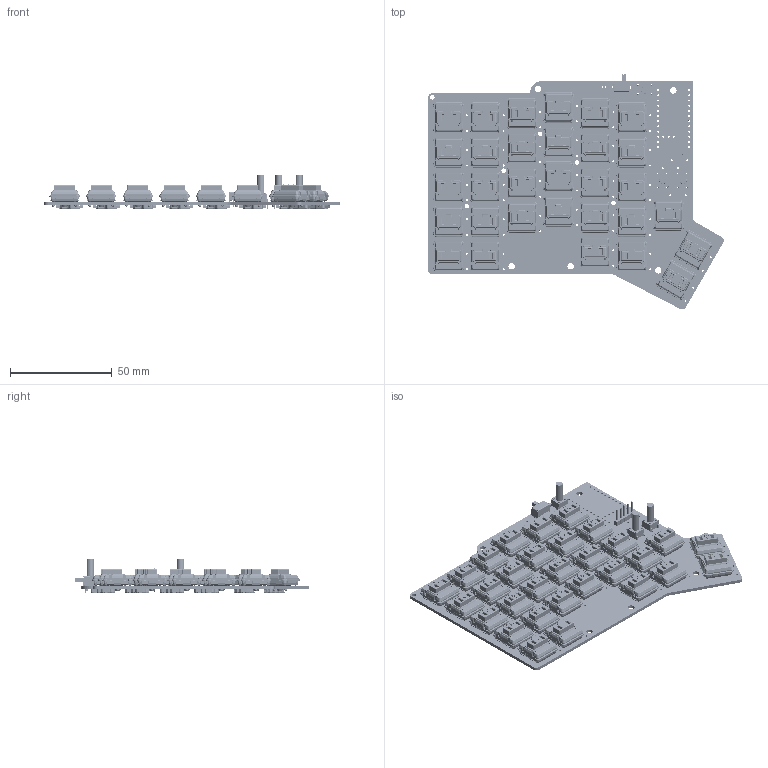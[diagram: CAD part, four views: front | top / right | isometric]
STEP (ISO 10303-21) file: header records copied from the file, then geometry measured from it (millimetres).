
FILE_DESCRIPTION(('KiCad electronic assembly'),'2;1');
FILE_NAME('keyboard-left.step','2025-01-08T19:27:28',('Pcbnew'),('Kicad' ),'Open CASCADE STEP processor 7.7','KiCad to STEP converter', 'Unknown');
FILE_SCHEMA(('AUTOMOTIVE_DESIGN { 1 0 10303 214 1 1 1 1 }'));
Length unit declared in the file: millimetre
Products named in the file (12): keyboard-left 1; SW_PUSH_6mm_H13mm; SW_PUSH_6mm_h13mm; Choc_V1; SW_Hotswap_Kailh_Choc_v1; SW_Kailh_Choc_V1_cp; SW_Slide_SPDT_Angled_CK_OS102011MA1Q; PinHeader_1x05_P2.54mm_Vertical; PinHeader_1x05_P254mm_Vertical; keyboard_PCB
Assembly tree (73 placements, depth 3):
  keyboard-left 1
    SW_PUSH_6mm_H13mm  x3
      SW_PUSH_6mm_h13mm
    Choc_V1  x31
      SW_Hotswap_Kailh_Choc_v1
    Choc_V1  x31
      SW_Kailh_Choc_V1_cp
    SW_Slide_SPDT_Angled_CK_OS102011MA1Q
      SW_Slide_SPDT_Angled_CK_OS102011MA1Q
    PinHeader_1x05_P2.54mm_Vertical
      PinHeader_1x05_P254mm_Vertical
    keyboard_PCB
Bounding box: 145.2 x 115.47 x 16.5 mm (x, y, z)
Volume: 50528.7 mm3; surface area: 85097.6 mm2
Topology: 259 solids, 259 shells, 31272 faces, 83881 edges, 53679 vertices
Faces by surface type: plane 18504, bspline 8649, cylinder 3992, cone 124, torus 3
Full cylindrical faces by diameter (mm): 0.73 x2, 0.9 x3, 0.991 x66, 1 x44, 1.1 x12, 1.5 x2, 1.6 x31, 1.9 x62, 2.2 x6, 3.05 x62, 3.2 x5, 3.5 x3, 5.05 x31
Entity records: 67909 total; most frequent: CARTESIAN_POINT 16048, ORIENTED_EDGE 9328, DIRECTION 7096, EDGE_CURVE 4664, VERTEX_POINT 2981, FACE_BOUND 2447, EDGE_LOOP 2447, AXIS2_PLACEMENT_3D 2411
